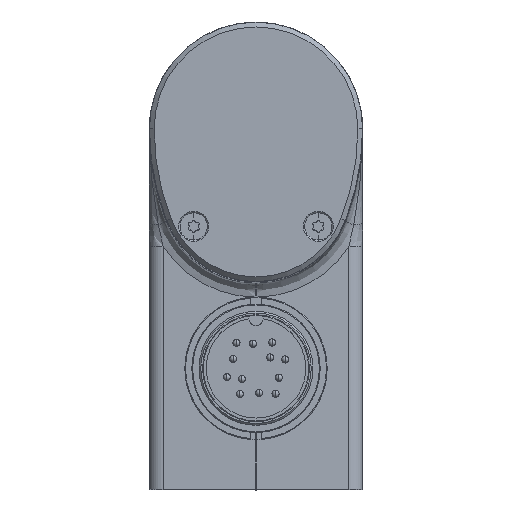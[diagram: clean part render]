
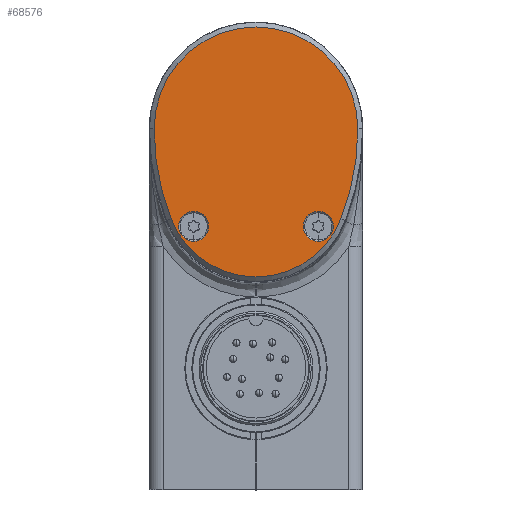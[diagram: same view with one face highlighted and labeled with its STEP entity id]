
A CAD part, top view. The second image highlights one B-rep face of the part: STEP entity #68576.
In plain terms, the highlighted planar face has unit normal (0, 0, 1).
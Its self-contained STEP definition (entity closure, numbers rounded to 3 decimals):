
#67059=CARTESIAN_POINT('',(0.,20.583,0.));
#67060=DIRECTION('',(0.,0.,1.));
#67061=DIRECTION('',(-0.362,-0.932,0.));
#67062=AXIS2_PLACEMENT_3D('',#67059,#67060,#67061);
#67067=CARTESIAN_POINT('',(-8.,0.,0.));
#67068=DIRECTION('',(0.,0.,1.));
#67069=DIRECTION('',(-0.362,0.932,0.));
#67070=AXIS2_PLACEMENT_3D('',#67067,#67068,#67069);
#67075=CARTESIAN_POINT('',(0.,-20.583,0.));
#67076=DIRECTION('',(0.,0.,1.));
#67077=DIRECTION('',(0.,1.,0.));
#67078=AXIS2_PLACEMENT_3D('',#67075,#67076,#67077);
#67083=CARTESIAN_POINT('',(0.,0.,0.));
#67084=DIRECTION('',(0.,0.,1.));
#67085=DIRECTION('',(0.,-1.,0.));
#67086=AXIS2_PLACEMENT_3D('',#67083,#67084,#67085);
#67091=CARTESIAN_POINT('',(-13.7,-8.75,0.));
#67092=DIRECTION('',(0.,0.,-1.));
#67093=DIRECTION('',(1.,0.,0.));
#67094=AXIS2_PLACEMENT_3D('',#67091,#67092,#67093);
#67099=CARTESIAN_POINT('',(-13.7,-8.75,0.));
#67100=DIRECTION('',(0.,0.,-1.));
#67101=DIRECTION('',(-1.,0.,0.));
#67102=AXIS2_PLACEMENT_3D('',#67099,#67100,#67101);
#67107=CARTESIAN_POINT('',(-13.7,8.75,0.));
#67108=DIRECTION('',(0.,0.,1.));
#67109=DIRECTION('',(1.,0.,0.));
#67110=AXIS2_PLACEMENT_3D('',#67107,#67108,#67109);
#67115=CARTESIAN_POINT('',(-13.7,8.75,0.));
#67116=DIRECTION('',(0.,0.,1.));
#67117=DIRECTION('',(-1.,0.,0.));
#67118=AXIS2_PLACEMENT_3D('',#67115,#67116,#67117);
#68385=CARTESIAN_POINT('',(-12.637,-11.931,0.));
#68386=CARTESIAN_POINT('',(0.,-14.3,0.));
#68387=VERTEX_POINT('',#68385);
#68388=VERTEX_POINT('',#68386);
#68389=CARTESIAN_POINT('',(0.,14.3,0.));
#68390=VERTEX_POINT('',#68389);
#68391=CARTESIAN_POINT('',(-12.637,11.931,0.));
#68392=VERTEX_POINT('',#68391);
#68509=CARTESIAN_POINT('',(-11.6,-8.75,0.));
#68510=CARTESIAN_POINT('',(-15.8,-8.75,0.));
#68511=VERTEX_POINT('',#68509);
#68512=VERTEX_POINT('',#68510);
#68513=CARTESIAN_POINT('',(-11.6,8.75,0.));
#68514=CARTESIAN_POINT('',(-15.8,8.75,0.));
#68515=VERTEX_POINT('',#68513);
#68516=VERTEX_POINT('',#68514);
#68549=CARTESIAN_POINT('',(0.,0.,0.));
#68550=DIRECTION('',(0.,0.,1.));
#68551=DIRECTION('',(1.,0.,0.));
#68552=AXIS2_PLACEMENT_3D('',#68549,#68550,#68551);
#68553=PLANE('',#68552);
#68555=ORIENTED_EDGE('',*,*,#68554,.F.);
#68557=ORIENTED_EDGE('',*,*,#68556,.F.);
#68559=ORIENTED_EDGE('',*,*,#68558,.F.);
#68561=ORIENTED_EDGE('',*,*,#68560,.F.);
#68562=EDGE_LOOP('',(#68555,#68557,#68559,#68561));
#68563=FACE_OUTER_BOUND('',#68562,.F.);
#68565=ORIENTED_EDGE('',*,*,#68564,.F.);
#68567=ORIENTED_EDGE('',*,*,#68566,.F.);
#68568=EDGE_LOOP('',(#68565,#68567));
#68569=FACE_BOUND('',#68568,.F.);
#68571=ORIENTED_EDGE('',*,*,#68570,.T.);
#68573=ORIENTED_EDGE('',*,*,#68572,.T.);
#68574=EDGE_LOOP('',(#68571,#68573));
#68575=FACE_BOUND('',#68574,.F.);
#68576=ADVANCED_FACE('',(#68563,#68569,#68575),#68553,.T.);
#67063=CIRCLE('',#67062,34.883);
#67071=CIRCLE('',#67070,12.8);
#67079=CIRCLE('',#67078,34.883);
#67087=CIRCLE('',#67086,14.3);
#67095=CIRCLE('',#67094,2.1);
#67103=CIRCLE('',#67102,2.1);
#67111=CIRCLE('',#67110,2.1);
#67119=CIRCLE('',#67118,2.1);
#68554=EDGE_CURVE('',#68387,#68388,#67063,.T.);
#68556=EDGE_CURVE('',#68392,#68387,#67071,.T.);
#68558=EDGE_CURVE('',#68390,#68392,#67079,.T.);
#68560=EDGE_CURVE('',#68388,#68390,#67087,.T.);
#68564=EDGE_CURVE('',#68511,#68512,#67095,.T.);
#68566=EDGE_CURVE('',#68512,#68511,#67103,.T.);
#68570=EDGE_CURVE('',#68515,#68516,#67111,.T.);
#68572=EDGE_CURVE('',#68516,#68515,#67119,.T.);
